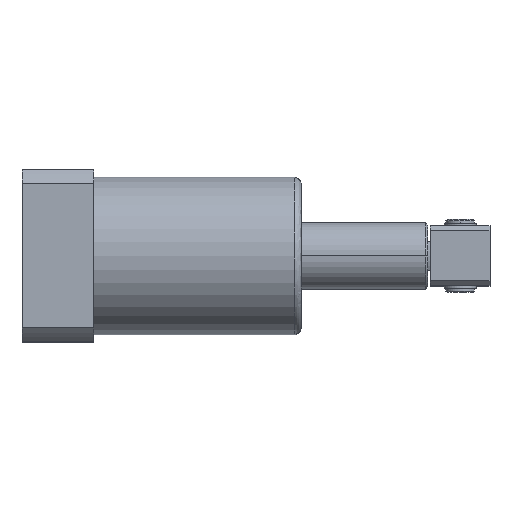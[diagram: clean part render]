
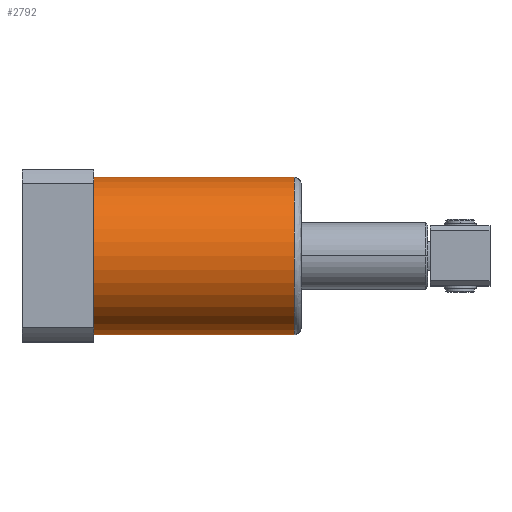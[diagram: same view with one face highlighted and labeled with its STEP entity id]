
A CAD part, top view. The second image highlights one B-rep face of the part: STEP entity #2792.
In plain terms, the highlighted cylindrical face has radius 33 mm (diameter 66 mm), a partial arc.
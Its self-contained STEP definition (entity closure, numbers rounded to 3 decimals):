
#1257 = DIRECTION ( 'NONE',  ( 1., 0., 0. ) ) ;
#2237 = CARTESIAN_POINT ( 'NONE',  ( 30., 33., 0. ) ) ;
#2792 = ADVANCED_FACE ( 'NONE', ( #8673 ), #11031, .T. ) ;
#2826 = EDGE_LOOP ( 'NONE', ( #25015, #10471, #21601, #18104 ) ) ;
#4205 = VERTEX_POINT ( 'NONE', #26792 ) ;
#5441 = LINE ( 'NONE', #12037, #17280 ) ;
#5675 = DIRECTION ( 'NONE',  ( -1., 0., 0. ) ) ;
#5772 = AXIS2_PLACEMENT_3D ( 'NONE', #21897, #11140, #10862 ) ;
#5788 = CARTESIAN_POINT ( 'NONE',  ( 114., -33., 0. ) ) ;
#6260 = DIRECTION ( 'NONE',  ( 1., 0., 0. ) ) ;
#6677 = DIRECTION ( 'NONE',  ( 1., 0., 0. ) ) ;
#8673 = FACE_OUTER_BOUND ( 'NONE', #2826, .T. ) ;
#8898 = AXIS2_PLACEMENT_3D ( 'NONE', #14548, #6260, #14641 ) ;
#10471 = ORIENTED_EDGE ( 'NONE', *, *, #25627, .T. ) ;
#10862 = DIRECTION ( 'NONE',  ( 0., 1., 0. ) ) ;
#11031 = CYLINDRICAL_SURFACE ( 'NONE', #5772, 33. ) ;
#11140 = DIRECTION ( 'NONE',  ( 1., 0., 0. ) ) ;
#12037 = CARTESIAN_POINT ( 'NONE',  ( 30., 33., 0. ) ) ;
#12517 = EDGE_CURVE ( 'NONE', #4205, #27521, #19684, .T. ) ;
#14548 = CARTESIAN_POINT ( 'NONE',  ( 114., 0., 0. ) ) ;
#14641 = DIRECTION ( 'NONE',  ( 0., 0., -1. ) ) ;
#15794 = EDGE_CURVE ( 'NONE', #27521, #20242, #5441, .T. ) ;
#15839 = EDGE_CURVE ( 'NONE', #20242, #23170, #18964, .T. ) ;
#16021 = CARTESIAN_POINT ( 'NONE',  ( 114., 33., 0. ) ) ;
#17280 = VECTOR ( 'NONE', #1257, 1000. ) ;
#17763 = LINE ( 'NONE', #19879, #20821 ) ;
#18104 = ORIENTED_EDGE ( 'NONE', *, *, #15794, .F. ) ;
#18964 = CIRCLE ( 'NONE', #8898, 33. ) ;
#19199 = AXIS2_PLACEMENT_3D ( 'NONE', #22766, #5675, #24765 ) ;
#19684 = CIRCLE ( 'NONE', #19199, 33. ) ;
#19879 = CARTESIAN_POINT ( 'NONE',  ( 30., -33., 0. ) ) ;
#20242 = VERTEX_POINT ( 'NONE', #16021 ) ;
#20821 = VECTOR ( 'NONE', #6677, 1000. ) ;
#21601 = ORIENTED_EDGE ( 'NONE', *, *, #15839, .F. ) ;
#21897 = CARTESIAN_POINT ( 'NONE',  ( 30., 0., 0. ) ) ;
#22766 = CARTESIAN_POINT ( 'NONE',  ( 30., 0., 0. ) ) ;
#23170 = VERTEX_POINT ( 'NONE', #5788 ) ;
#24765 = DIRECTION ( 'NONE',  ( 0., 1., 0. ) ) ;
#25015 = ORIENTED_EDGE ( 'NONE', *, *, #12517, .F. ) ;
#25627 = EDGE_CURVE ( 'NONE', #4205, #23170, #17763, .T. ) ;
#26792 = CARTESIAN_POINT ( 'NONE',  ( 30., -33., 0. ) ) ;
#27521 = VERTEX_POINT ( 'NONE', #2237 ) ;
